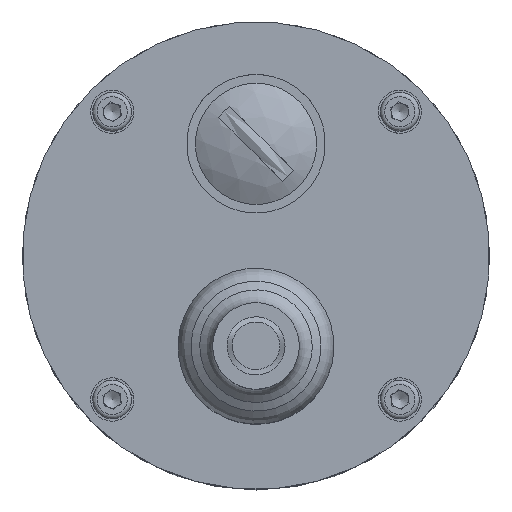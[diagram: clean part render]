
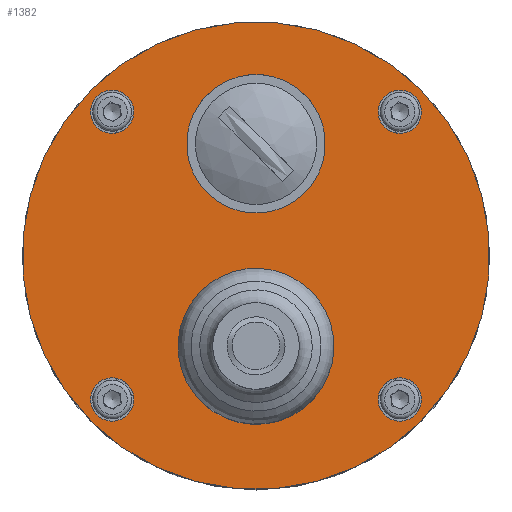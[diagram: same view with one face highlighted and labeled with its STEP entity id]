
A CAD part, top view. The second image highlights one B-rep face of the part: STEP entity #1382.
In plain terms, the highlighted planar face has unit normal (0, 0, 1).
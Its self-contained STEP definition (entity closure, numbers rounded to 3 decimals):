
#1 = EDGE_LOOP ( 'NONE', ( #2655 ) ) ;
#33 = ORIENTED_EDGE ( 'NONE', *, *, #2288, .F. ) ;
#39 = EDGE_LOOP ( 'NONE', ( #2661 ) ) ;
#44 = DIRECTION ( 'NONE',  ( 0.707, -0.707, 0. ) ) ;
#45 = DIRECTION ( 'NONE',  ( 0., 0., 1. ) ) ;
#59 = CARTESIAN_POINT ( 'NONE',  ( 19.092, -19.092, 23. ) ) ;
#119 = CARTESIAN_POINT ( 'NONE',  ( 16.617, -16.617, 23. ) ) ;
#145 = AXIS2_PLACEMENT_3D ( 'NONE', #3033, #1373, #2801 ) ;
#267 = EDGE_LOOP ( 'NONE', ( #1020 ) ) ;
#280 = DIRECTION ( 'NONE',  ( 0.707, -0.707, 0. ) ) ;
#288 = ORIENTED_EDGE ( 'NONE', *, *, #1348, .T. ) ;
#343 = EDGE_CURVE ( 'NONE', #3045, #3045, #1956, .T. ) ;
#347 = CIRCLE ( 'NONE', #579, 2.5 ) ;
#431 = EDGE_LOOP ( 'NONE', ( #1553 ) ) ;
#530 = FACE_OUTER_BOUND ( 'NONE', #3048, .T. ) ;
#568 = FACE_BOUND ( 'NONE', #1768, .T. ) ;
#579 = AXIS2_PLACEMENT_3D ( 'NONE', #2665, #997, #2416 ) ;
#582 = VERTEX_POINT ( 'NONE', #59 ) ;
#608 = FACE_BOUND ( 'NONE', #39, .T. ) ;
#642 = FACE_BOUND ( 'NONE', #1872, .T. ) ;
#649 = VERTEX_POINT ( 'NONE', #1740 ) ;
#670 = CARTESIAN_POINT ( 'NONE',  ( -16.617, 16.617, 23. ) ) ;
#731 = DIRECTION ( 'NONE',  ( -0.707, 0.707, 0. ) ) ;
#803 = CARTESIAN_POINT ( 'NONE',  ( 18.385, -18.385, 23. ) ) ;
#831 = EDGE_CURVE ( 'NONE', #2201, #2201, #2682, .T. ) ;
#842 = VERTEX_POINT ( 'NONE', #1783 ) ;
#941 = CIRCLE ( 'NONE', #145, 8. ) ;
#959 = DIRECTION ( 'NONE',  ( 0.707, -0.707, 0. ) ) ;
#987 = CIRCLE ( 'NONE', #2484, 2.5 ) ;
#997 = DIRECTION ( 'NONE',  ( 0., 0., 1. ) ) ;
#1020 = ORIENTED_EDGE ( 'NONE', *, *, #2067, .F. ) ;
#1045 = CARTESIAN_POINT ( 'NONE',  ( 4.561, -15.061, 23. ) ) ;
#1085 = DIRECTION ( 'NONE',  ( 0.707, -0.707, 0. ) ) ;
#1096 = AXIS2_PLACEMENT_3D ( 'NONE', #1209, #2632, #959 ) ;
#1209 = CARTESIAN_POINT ( 'NONE',  ( 0., -10.5, 23. ) ) ;
#1220 = PLANE ( 'NONE',  #1959 ) ;
#1240 = DIRECTION ( 'NONE',  ( 0.707, -0.707, 0. ) ) ;
#1269 = ORIENTED_EDGE ( 'NONE', *, *, #343, .F. ) ;
#1313 = EDGE_CURVE ( 'NONE', #649, #649, #941, .T. ) ;
#1348 = EDGE_CURVE ( 'NONE', #582, #582, #1905, .T. ) ;
#1373 = DIRECTION ( 'NONE',  ( 0., 0., 1. ) ) ;
#1382 = ADVANCED_FACE ( 'NONE', ( #568, #642, #1400, #1980, #1436, #608, #530 ), #1220, .F. ) ;
#1400 = FACE_BOUND ( 'NONE', #267, .T. ) ;
#1436 = FACE_BOUND ( 'NONE', #431, .T. ) ;
#1499 = AXIS2_PLACEMENT_3D ( 'NONE', #670, #2083, #44 ) ;
#1516 = CARTESIAN_POINT ( 'NONE',  ( -14.849, 14.849, 23. ) ) ;
#1553 = ORIENTED_EDGE ( 'NONE', *, *, #3059, .F. ) ;
#1561 = DIRECTION ( 'NONE',  ( 0., 0., 1. ) ) ;
#1722 = CARTESIAN_POINT ( 'NONE',  ( 16.617, 16.617, 23. ) ) ;
#1739 = CIRCLE ( 'NONE', #2436, 2.5 ) ;
#1740 = CARTESIAN_POINT ( 'NONE',  ( 5.657, 7.263, 23. ) ) ;
#1768 = EDGE_LOOP ( 'NONE', ( #1269 ) ) ;
#1770 = CARTESIAN_POINT ( 'NONE',  ( -14.849, -18.385, 23. ) ) ;
#1783 = CARTESIAN_POINT ( 'NONE',  ( 18.385, 14.849, 23. ) ) ;
#1872 = EDGE_LOOP ( 'NONE', ( #33 ) ) ;
#1905 = CIRCLE ( 'NONE', #2607, 27. ) ;
#1915 = DIRECTION ( 'NONE',  ( 0., 0., -1. ) ) ;
#1956 = CIRCLE ( 'NONE', #1096, 6.45 ) ;
#1959 = AXIS2_PLACEMENT_3D ( 'NONE', #2876, #1915, #731 ) ;
#1980 = FACE_BOUND ( 'NONE', #1, .T. ) ;
#2067 = EDGE_CURVE ( 'NONE', #2489, #2489, #1739, .T. ) ;
#2083 = DIRECTION ( 'NONE',  ( 0., 0., 1. ) ) ;
#2167 = CARTESIAN_POINT ( 'NONE',  ( 0., 0., 23. ) ) ;
#2201 = VERTEX_POINT ( 'NONE', #1516 ) ;
#2288 = EDGE_CURVE ( 'NONE', #842, #842, #987, .T. ) ;
#2336 = DIRECTION ( 'NONE',  ( 0., 0., 1. ) ) ;
#2416 = DIRECTION ( 'NONE',  ( 0.707, -0.707, 0. ) ) ;
#2436 = AXIS2_PLACEMENT_3D ( 'NONE', #119, #1561, #1085 ) ;
#2484 = AXIS2_PLACEMENT_3D ( 'NONE', #1722, #45, #280 ) ;
#2489 = VERTEX_POINT ( 'NONE', #803 ) ;
#2607 = AXIS2_PLACEMENT_3D ( 'NONE', #2167, #2336, #1240 ) ;
#2632 = DIRECTION ( 'NONE',  ( 0., 0., 1. ) ) ;
#2655 = ORIENTED_EDGE ( 'NONE', *, *, #831, .F. ) ;
#2661 = ORIENTED_EDGE ( 'NONE', *, *, #1313, .F. ) ;
#2665 = CARTESIAN_POINT ( 'NONE',  ( -16.617, -16.617, 23. ) ) ;
#2682 = CIRCLE ( 'NONE', #1499, 2.5 ) ;
#2801 = DIRECTION ( 'NONE',  ( 0.707, -0.707, 0. ) ) ;
#2830 = VERTEX_POINT ( 'NONE', #1770 ) ;
#2876 = CARTESIAN_POINT ( 'NONE',  ( 19.092, 19.092, 23. ) ) ;
#3033 = CARTESIAN_POINT ( 'NONE',  ( 0., 12.92, 23. ) ) ;
#3045 = VERTEX_POINT ( 'NONE', #1045 ) ;
#3048 = EDGE_LOOP ( 'NONE', ( #288 ) ) ;
#3059 = EDGE_CURVE ( 'NONE', #2830, #2830, #347, .T. ) ;
